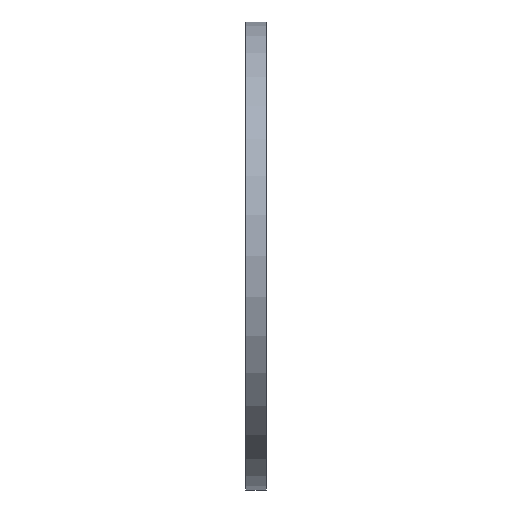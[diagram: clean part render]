
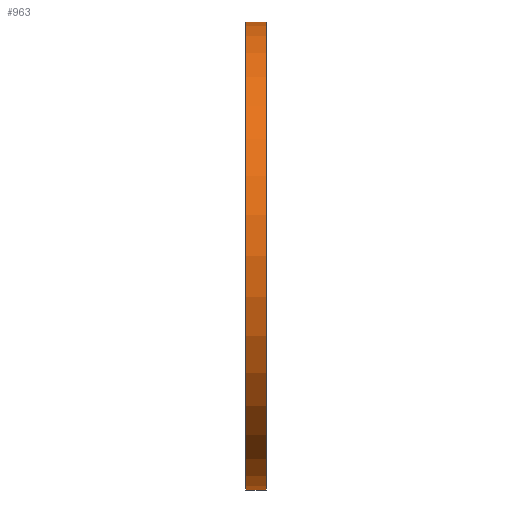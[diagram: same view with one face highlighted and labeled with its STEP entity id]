
A CAD part, front view. The second image highlights one B-rep face of the part: STEP entity #963.
In plain terms, the highlighted cylindrical face has radius 23 mm (diameter 46 mm), a partial arc.
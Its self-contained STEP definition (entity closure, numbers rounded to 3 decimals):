
#84 = CARTESIAN_POINT ( 'NONE',  ( 2., 0., 0. ) ) ;
#393 = DIRECTION ( 'NONE',  ( 0., 0., -1. ) ) ;
#422 = EDGE_LOOP ( 'NONE', ( #4052, #2299, #1133, #1093 ) ) ;
#438 = CARTESIAN_POINT ( 'NONE',  ( 2., 0., -23. ) ) ;
#460 = VERTEX_POINT ( 'NONE', #1809 ) ;
#468 = EDGE_CURVE ( 'NONE', #996, #460, #954, .T. ) ;
#473 = VERTEX_POINT ( 'NONE', #2705 ) ;
#580 = LINE ( 'NONE', #938, #2899 ) ;
#644 = EDGE_CURVE ( 'NONE', #473, #2745, #2106, .T. ) ;
#723 = LINE ( 'NONE', #438, #3759 ) ;
#938 = CARTESIAN_POINT ( 'NONE',  ( 2., 0., 23. ) ) ;
#954 = CIRCLE ( 'NONE', #3904, 23. ) ;
#963 = ADVANCED_FACE ( 'NONE', ( #1884 ), #1269, .T. ) ;
#996 = VERTEX_POINT ( 'NONE', #2885 ) ;
#1093 = ORIENTED_EDGE ( 'NONE', *, *, #468, .T. ) ;
#1133 = ORIENTED_EDGE ( 'NONE', *, *, #2277, .T. ) ;
#1257 = DIRECTION ( 'NONE',  ( -1., 0., 0. ) ) ;
#1269 = CYLINDRICAL_SURFACE ( 'NONE', #3027, 23. ) ;
#1335 = DIRECTION ( 'NONE',  ( -1., 0., 0. ) ) ;
#1469 = DIRECTION ( 'NONE',  ( 1., 0., 0. ) ) ;
#1789 = DIRECTION ( 'NONE',  ( 0., 0., -1. ) ) ;
#1809 = CARTESIAN_POINT ( 'NONE',  ( 0., 0., -23. ) ) ;
#1884 = FACE_OUTER_BOUND ( 'NONE', #422, .T. ) ;
#1994 = EDGE_CURVE ( 'NONE', #2745, #460, #723, .T. ) ;
#1997 = DIRECTION ( 'NONE',  ( -1., 0., 0. ) ) ;
#2106 = CIRCLE ( 'NONE', #2226, 23. ) ;
#2226 = AXIS2_PLACEMENT_3D ( 'NONE', #84, #3252, #393 ) ;
#2277 = EDGE_CURVE ( 'NONE', #473, #996, #580, .T. ) ;
#2299 = ORIENTED_EDGE ( 'NONE', *, *, #644, .F. ) ;
#2705 = CARTESIAN_POINT ( 'NONE',  ( 2., 0., 23. ) ) ;
#2745 = VERTEX_POINT ( 'NONE', #3262 ) ;
#2885 = CARTESIAN_POINT ( 'NONE',  ( 0., 0., 23. ) ) ;
#2899 = VECTOR ( 'NONE', #1257, 1000. ) ;
#3027 = AXIS2_PLACEMENT_3D ( 'NONE', #3219, #1335, #3822 ) ;
#3219 = CARTESIAN_POINT ( 'NONE',  ( 2., 0., 0. ) ) ;
#3252 = DIRECTION ( 'NONE',  ( 1., 0., 0. ) ) ;
#3262 = CARTESIAN_POINT ( 'NONE',  ( 2., 0., -23. ) ) ;
#3646 = CARTESIAN_POINT ( 'NONE',  ( 0., 0., 0. ) ) ;
#3759 = VECTOR ( 'NONE', #1997, 1000. ) ;
#3822 = DIRECTION ( 'NONE',  ( 0., 0., 1. ) ) ;
#3904 = AXIS2_PLACEMENT_3D ( 'NONE', #3646, #1469, #1789 ) ;
#4052 = ORIENTED_EDGE ( 'NONE', *, *, #1994, .F. ) ;
